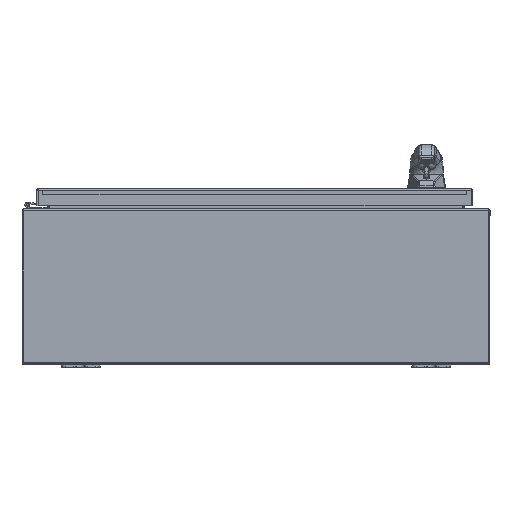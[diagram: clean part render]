
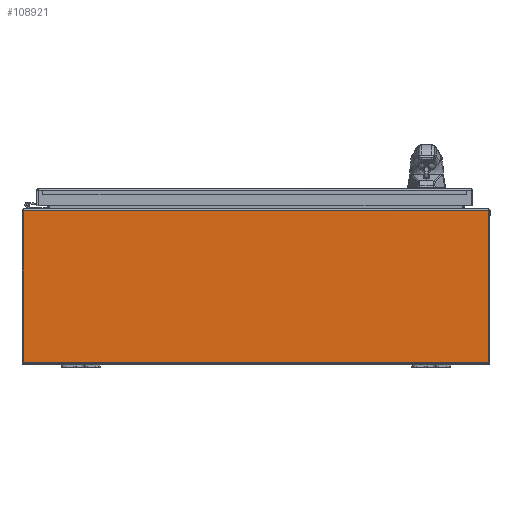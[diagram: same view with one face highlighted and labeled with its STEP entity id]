
A CAD part, front view. The second image highlights one B-rep face of the part: STEP entity #108921.
In plain terms, the highlighted planar face has unit normal (0, -1, 0).
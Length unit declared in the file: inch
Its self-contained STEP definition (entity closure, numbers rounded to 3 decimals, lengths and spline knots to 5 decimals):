
#358 = CARTESIAN_POINT ( 'NONE',  ( 11.88277, -18., 0.10525 ) ) ;
#422 = VECTOR ( 'NONE', #53232, 39.37008 ) ;
#1327 = ORIENTED_EDGE ( 'NONE', *, *, #75878, .F. ) ;
#1416 = CIRCLE ( 'NONE', #3791, 0.07 ) ;
#1593 = EDGE_CURVE ( 'NONE', #123233, #87542, #45518, .T. ) ;
#3008 = ORIENTED_EDGE ( 'NONE', *, *, #34105, .T. ) ;
#3791 = AXIS2_PLACEMENT_3D ( 'NONE', #122949, #65735, #9062 ) ;
#6043 = EDGE_CURVE ( 'NONE', #45195, #32209, #53541, .T. ) ;
#7985 = VECTOR ( 'NONE', #41963, 39.37008 ) ;
#8385 = EDGE_LOOP ( 'NONE', ( #31915, #66924, #61372, #119570, #120818, #47934, #3008, #1327 ) ) ;
#8679 = CARTESIAN_POINT ( 'NONE',  ( 11.93789, -18., 0.06211 ) ) ;
#8952 = DIRECTION ( 'NONE',  ( 0., 1., 0. ) ) ;
#9062 = DIRECTION ( 'NONE',  ( 1., 0., 0. ) ) ;
#9508 = DIRECTION ( 'NONE',  ( 1., 0., 0. ) ) ;
#16717 = CARTESIAN_POINT ( 'NONE',  ( -11.88277, -18., 0.10525 ) ) ;
#17773 = CARTESIAN_POINT ( 'NONE',  ( 11.963, -18., 7.89475 ) ) ;
#18865 = CARTESIAN_POINT ( 'NONE',  ( 11.91495, -18., 7.89475 ) ) ;
#22116 = EDGE_CURVE ( 'NONE', #87542, #42241, #38293, .T. ) ;
#31915 = ORIENTED_EDGE ( 'NONE', *, *, #1593, .T. ) ;
#32209 = VERTEX_POINT ( 'NONE', #358 ) ;
#32371 = CARTESIAN_POINT ( 'NONE',  ( -11.963, -18., 0.12745 ) ) ;
#34105 = EDGE_CURVE ( 'NONE', #32209, #43544, #99480, .T. ) ;
#36853 = CARTESIAN_POINT ( 'NONE',  ( -11.963, -18., 7.89475 ) ) ;
#37337 = AXIS2_PLACEMENT_3D ( 'NONE', #100083, #43063, #109678 ) ;
#38293 = LINE ( 'NONE', #53786, #60550 ) ;
#41963 = DIRECTION ( 'NONE',  ( 0., 0., -1. ) ) ;
#42241 = VERTEX_POINT ( 'NONE', #73576 ) ;
#42397 = CARTESIAN_POINT ( 'NONE',  ( 11.963, -18., 7.89475 ) ) ;
#43063 = DIRECTION ( 'NONE',  ( 0., 1., 0. ) ) ;
#43544 = VERTEX_POINT ( 'NONE', #71313 ) ;
#45195 = VERTEX_POINT ( 'NONE', #16717 ) ;
#45518 = LINE ( 'NONE', #97913, #93111 ) ;
#45916 = DIRECTION ( 'NONE',  ( -1., 0., 0. ) ) ;
#47934 = ORIENTED_EDGE ( 'NONE', *, *, #6043, .T. ) ;
#53232 = DIRECTION ( 'NONE',  ( 1., 0., 0. ) ) ;
#53541 = LINE ( 'NONE', #55852, #422 ) ;
#53786 = CARTESIAN_POINT ( 'NONE',  ( 11.91495, -18., 7.89475 ) ) ;
#55852 = CARTESIAN_POINT ( 'NONE',  ( -11.88277, -18., 0.10525 ) ) ;
#60525 = EDGE_CURVE ( 'NONE', #42241, #67774, #71098, .T. ) ;
#60550 = VECTOR ( 'NONE', #45916, 39.37008 ) ;
#61269 = LINE ( 'NONE', #42397, #7985 ) ;
#61372 = ORIENTED_EDGE ( 'NONE', *, *, #60525, .T. ) ;
#65735 = DIRECTION ( 'NONE',  ( 0., 1., 0. ) ) ;
#66924 = ORIENTED_EDGE ( 'NONE', *, *, #22116, .T. ) ;
#67774 = VERTEX_POINT ( 'NONE', #36853 ) ;
#68443 = EDGE_CURVE ( 'NONE', #95971, #67774, #118614, .T. ) ;
#70895 = VECTOR ( 'NONE', #83542, 39.37008 ) ;
#71098 = LINE ( 'NONE', #113267, #115816 ) ;
#71313 = CARTESIAN_POINT ( 'NONE',  ( 11.963, -18., 0.12745 ) ) ;
#73576 = CARTESIAN_POINT ( 'NONE',  ( -11.91495, -18., 7.89475 ) ) ;
#75878 = EDGE_CURVE ( 'NONE', #123233, #43544, #61269, .T. ) ;
#83542 = DIRECTION ( 'NONE',  ( 0., 0., 1. ) ) ;
#83802 = CARTESIAN_POINT ( 'NONE',  ( -11.963, -18., 0.12745 ) ) ;
#87498 = DIRECTION ( 'NONE',  ( -1., 0., 0. ) ) ;
#87542 = VERTEX_POINT ( 'NONE', #18865 ) ;
#88984 = FACE_OUTER_BOUND ( 'NONE', #8385, .T. ) ;
#93111 = VECTOR ( 'NONE', #87498, 39.37008 ) ;
#94295 = EDGE_CURVE ( 'NONE', #95971, #45195, #1416, .T. ) ;
#95971 = VERTEX_POINT ( 'NONE', #32371 ) ;
#97913 = CARTESIAN_POINT ( 'NONE',  ( 11.963, -18., 7.89475 ) ) ;
#99480 = CIRCLE ( 'NONE', #114200, 0.07 ) ;
#100083 = CARTESIAN_POINT ( 'NONE',  ( 0., -18., 4.00948 ) ) ;
#108921 = ADVANCED_FACE ( 'NONE', ( #88984 ), #118925, .F. ) ;
#109678 = DIRECTION ( 'NONE',  ( 1., 0., 0. ) ) ;
#111622 = DIRECTION ( 'NONE',  ( -1., 0., 0. ) ) ;
#113267 = CARTESIAN_POINT ( 'NONE',  ( -11.91495, -18., 7.89475 ) ) ;
#114200 = AXIS2_PLACEMENT_3D ( 'NONE', #8679, #8952, #9508 ) ;
#115816 = VECTOR ( 'NONE', #111622, 39.37008 ) ;
#118614 = LINE ( 'NONE', #83802, #70895 ) ;
#118925 = PLANE ( 'NONE',  #37337 ) ;
#119570 = ORIENTED_EDGE ( 'NONE', *, *, #68443, .F. ) ;
#120818 = ORIENTED_EDGE ( 'NONE', *, *, #94295, .T. ) ;
#122949 = CARTESIAN_POINT ( 'NONE',  ( -11.93789, -18., 0.06211 ) ) ;
#123233 = VERTEX_POINT ( 'NONE', #17773 ) ;
